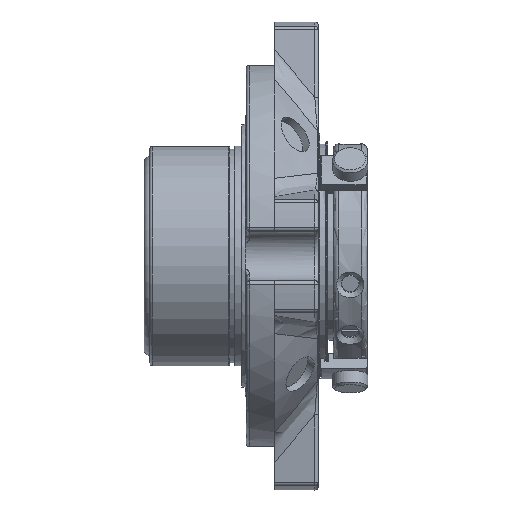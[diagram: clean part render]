
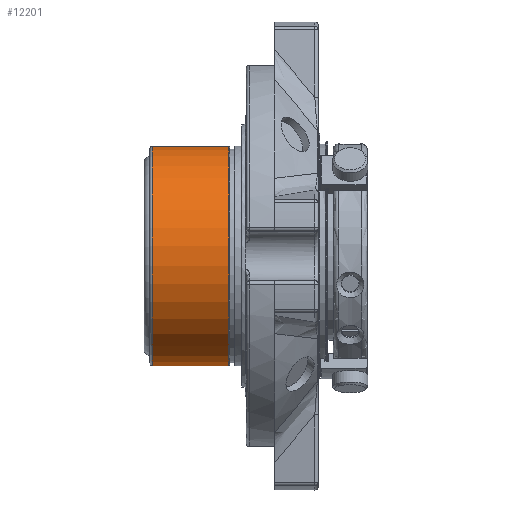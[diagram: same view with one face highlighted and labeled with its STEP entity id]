
A CAD part, front view. The second image highlights one B-rep face of the part: STEP entity #12201.
In plain terms, the highlighted cylindrical face has radius 31.09 mm (diameter 62.179 mm), a full revolution.
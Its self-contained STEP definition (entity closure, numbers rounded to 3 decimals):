
#3927=ORIENTED_EDGE('',*,*,#5171,.T.);
#3928=ORIENTED_EDGE('',*,*,#5172,.T.);
#5171=EDGE_CURVE('',#5942,#5942,#6498,.T.);
#5172=EDGE_CURVE('',#5943,#5943,#6499,.T.);
#5942=VERTEX_POINT('',#20023);
#5943=VERTEX_POINT('',#20026);
#6498=CIRCLE('',#13273,31.09);
#6499=CIRCLE('',#13275,31.09);
#7099=EDGE_LOOP('',(#3927));
#7100=EDGE_LOOP('',(#3928));
#7714=FACE_BOUND('',#7099,.T.);
#7715=FACE_BOUND('',#7100,.T.);
#7934=CYLINDRICAL_SURFACE('',#13274,31.09);
#12201=ADVANCED_FACE('',(#7714,#7715),#7934,.T.);
#13273=AXIS2_PLACEMENT_3D('',#20022,#15872,#15873);
#13274=AXIS2_PLACEMENT_3D('',#20024,#15874,#15875);
#13275=AXIS2_PLACEMENT_3D('',#20025,#15876,#15877);
#15872=DIRECTION('',(1.,0.,0.));
#15873=DIRECTION('',(0.,-0.707,0.707));
#15874=DIRECTION('',(1.,0.,0.));
#15875=DIRECTION('',(0.,-0.707,0.707));
#15876=DIRECTION('',(-1.,0.,0.));
#15877=DIRECTION('',(0.,0.707,-0.707));
#20022=CARTESIAN_POINT('',(-24.714,0.,0.));
#20023=CARTESIAN_POINT('',(-24.714,-21.984,21.984));
#20024=CARTESIAN_POINT('',(34.524,0.,0.));
#20025=CARTESIAN_POINT('',(-3.124,0.,0.));
#20026=CARTESIAN_POINT('',(-3.124,21.984,-21.984));
